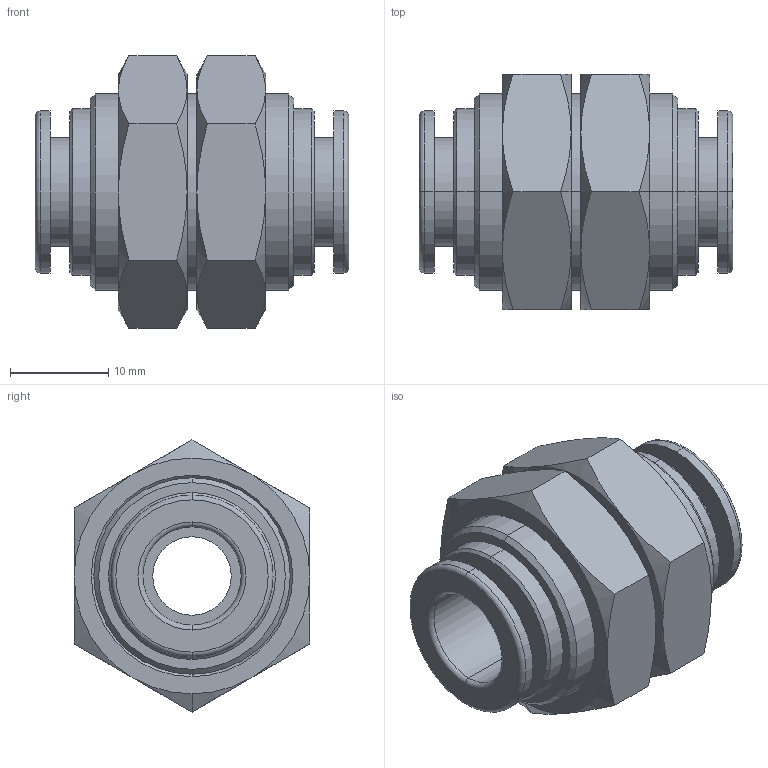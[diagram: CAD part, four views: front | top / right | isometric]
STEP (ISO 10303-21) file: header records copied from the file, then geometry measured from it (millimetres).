
FILE_DESCRIPTION (( 'STEP AP214' ), '1' );
FILE_NAME ('KQ2E10-00A.step.step', '2015-12-15T13:04:03', ( 'Windows User' ), ( '' ), 'SwSTEP 2.0', 'SolidWorks 2016', '' );
FILE_SCHEMA (( 'AUTOMOTIVE_DESIGN' ));
Length unit declared in the file: millimetre
Products named in the file (3): KQ2E10-00A.step; KQ2E10-00A.step_KQ2E_10-00; KQ2E10-00A.step_KQ2 Nut_E10-00
Assembly tree (3 placements, depth 2):
  KQ2E10-00A.step
    KQ2E10-00A.step_KQ2E_10-00
    KQ2E10-00A.step_KQ2 Nut_E10-00  x2
Bounding box: 31.9 x 24 x 27.71 mm (x, y, z)
Volume: 8487.6 mm3; surface area: 6373.8 mm2
Topology: 3 solids, 3 shells, 102 faces, 212 edges, 124 vertices
Faces by surface type: cone 44, plane 26, cylinder 24, torus 8
Entity records: 2546 total; most frequent: CARTESIAN_POINT 466, DIRECTION 374, ORIENTED_EDGE 304, AXIS2_PLACEMENT_3D 166, EDGE_CURVE 152, VERTEX_POINT 90, CIRCLE 86, EDGE_LOOP 86
